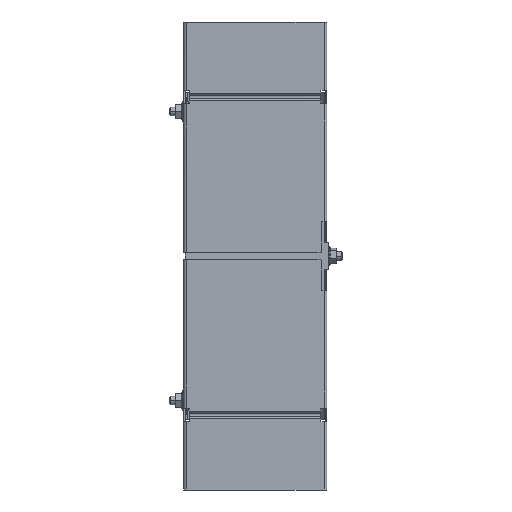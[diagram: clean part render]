
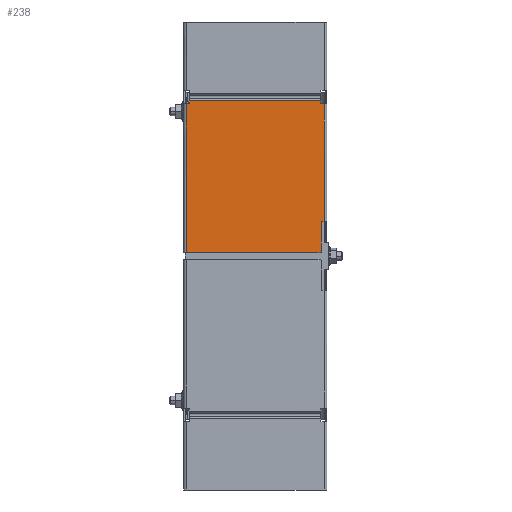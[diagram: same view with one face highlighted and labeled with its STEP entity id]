
A CAD part, front view. The second image highlights one B-rep face of the part: STEP entity #238.
In plain terms, the highlighted planar face has unit normal (0, -1, 0).
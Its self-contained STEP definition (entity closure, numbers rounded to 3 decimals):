
#238=ADVANCED_FACE('',(#823),#9038,.T.);
#823=FACE_OUTER_BOUND('',#1436,.T.);
#1436=EDGE_LOOP('',(#2757,#2758,#2759,#2760,#2761,#2762,#2763,#2764,#2765,
#2766,#2767));
#2757=ORIENTED_EDGE('',*,*,#5266,.F.);
#2758=ORIENTED_EDGE('',*,*,#5265,.F.);
#2759=ORIENTED_EDGE('',*,*,#5264,.F.);
#2760=ORIENTED_EDGE('',*,*,#5263,.F.);
#2761=ORIENTED_EDGE('',*,*,#5374,.F.);
#2762=ORIENTED_EDGE('',*,*,#5262,.F.);
#2763=ORIENTED_EDGE('',*,*,#5253,.T.);
#2764=ORIENTED_EDGE('',*,*,#5261,.F.);
#2765=ORIENTED_EDGE('',*,*,#5260,.F.);
#2766=ORIENTED_EDGE('',*,*,#5259,.F.);
#2767=ORIENTED_EDGE('',*,*,#5258,.F.);
#5253=EDGE_CURVE('',#8154,#8155,#7026,.T.);
#5258=EDGE_CURVE('',#8159,#8160,#7031,.T.);
#5259=EDGE_CURVE('',#8160,#8161,#7032,.T.);
#5260=EDGE_CURVE('',#8161,#8162,#7033,.T.);
#5261=EDGE_CURVE('',#8162,#8155,#7034,.T.);
#5262=EDGE_CURVE('',#8154,#8163,#7035,.T.);
#5263=EDGE_CURVE('',#8164,#8165,#7036,.T.);
#5264=EDGE_CURVE('',#8165,#8166,#7037,.T.);
#5265=EDGE_CURVE('',#8166,#8167,#7038,.T.);
#5266=EDGE_CURVE('',#8167,#8159,#7039,.T.);
#5374=EDGE_CURVE('',#8163,#8164,#6440,.T.);
#6440=(
BOUNDED_CURVE()
B_SPLINE_CURVE(2,(#16829,#16830,#16831),.UNSPECIFIED.,.F.,.F.)
B_SPLINE_CURVE_WITH_KNOTS((3,3),(-1.571,0.),.UNSPECIFIED.)
CURVE()
GEOMETRIC_REPRESENTATION_ITEM()
RATIONAL_B_SPLINE_CURVE((1.,0.707,1.))
REPRESENTATION_ITEM('')
);
#7026=B_SPLINE_CURVE_WITH_KNOTS('',1,(#16555,#16556),.UNSPECIFIED.,.F.,
 .F.,(2,2),(-2.,0.),.UNSPECIFIED.);
#7031=B_SPLINE_CURVE_WITH_KNOTS('',1,(#16565,#16566),.UNSPECIFIED.,.F.,
 .F.,(2,2),(0.,95.4),.UNSPECIFIED.);
#7032=B_SPLINE_CURVE_WITH_KNOTS('',1,(#16567,#16568),.UNSPECIFIED.,.F.,
 .F.,(2,2),(-2.172,0.),.UNSPECIFIED.);
#7033=B_SPLINE_CURVE_WITH_KNOTS('',1,(#16569,#16570),.UNSPECIFIED.,.F.,
 .F.,(2,2),(-2.3,0.),.UNSPECIFIED.);
#7034=B_SPLINE_CURVE_WITH_KNOTS('',1,(#16571,#16572),.UNSPECIFIED.,.F.,
 .F.,(2,2),(0.,85.5),.UNSPECIFIED.);
#7035=B_SPLINE_CURVE_WITH_KNOTS('',1,(#16573,#16574),.UNSPECIFIED.,.F.,
 .F.,(2,2),(-21.5,0.),.UNSPECIFIED.);
#7036=B_SPLINE_CURVE_WITH_KNOTS('',1,(#16575,#16576),.UNSPECIFIED.,.F.,
 .F.,(2,2),(-97.,0.),.UNSPECIFIED.);
#7037=B_SPLINE_CURVE_WITH_KNOTS('',1,(#16577,#16578),.UNSPECIFIED.,.F.,
 .F.,(2,2),(0.,108.),.UNSPECIFIED.);
#7038=B_SPLINE_CURVE_WITH_KNOTS('',1,(#16579,#16580),.UNSPECIFIED.,.F.,
 .F.,(2,2),(-2.3,0.),.UNSPECIFIED.);
#7039=B_SPLINE_CURVE_WITH_KNOTS('',1,(#16581,#16582),.UNSPECIFIED.,.F.,
 .F.,(2,2),(-2.172,0.),.UNSPECIFIED.);
#8154=VERTEX_POINT('',#16006);
#8155=VERTEX_POINT('',#16007);
#8159=VERTEX_POINT('',#16011);
#8160=VERTEX_POINT('',#16012);
#8161=VERTEX_POINT('',#16013);
#8162=VERTEX_POINT('',#16014);
#8163=VERTEX_POINT('',#16015);
#8164=VERTEX_POINT('',#16016);
#8165=VERTEX_POINT('',#16017);
#8166=VERTEX_POINT('',#16018);
#8167=VERTEX_POINT('',#16019);
#9038=PLANE('',#9389);
#9389=AXIS2_PLACEMENT_3D('',#13384,#9705,$);
#9705=DIRECTION('',(0.,-1.,0.));
#13384=CARTESIAN_POINT('',(-60.433,-1.,161.05));
#16006=CARTESIAN_POINT('',(48.,-1.,195.));
#16007=CARTESIAN_POINT('',(50.,-1.,195.));
#16011=CARTESIAN_POINT('',(-47.7,-1.,282.672));
#16012=CARTESIAN_POINT('',(47.7,-1.,282.672));
#16013=CARTESIAN_POINT('',(47.7,-1.,280.5));
#16014=CARTESIAN_POINT('',(50.,-1.,280.5));
#16015=CARTESIAN_POINT('',(48.,-1.,173.5));
#16016=CARTESIAN_POINT('',(47.,-1.,172.5));
#16017=CARTESIAN_POINT('',(-50.,-1.,172.5));
#16018=CARTESIAN_POINT('',(-50.,-1.,280.5));
#16019=CARTESIAN_POINT('',(-47.7,-1.,280.5));
#16555=CARTESIAN_POINT('',(48.,-1.,195.));
#16556=CARTESIAN_POINT('',(50.,-1.,195.));
#16565=CARTESIAN_POINT('',(-47.7,-1.,282.672));
#16566=CARTESIAN_POINT('',(47.7,-1.,282.672));
#16567=CARTESIAN_POINT('',(47.7,-1.,282.672));
#16568=CARTESIAN_POINT('',(47.7,-1.,280.5));
#16569=CARTESIAN_POINT('',(47.7,-1.,280.5));
#16570=CARTESIAN_POINT('',(50.,-1.,280.5));
#16571=CARTESIAN_POINT('',(50.,-1.,280.5));
#16572=CARTESIAN_POINT('',(50.,-1.,195.));
#16573=CARTESIAN_POINT('',(48.,-1.,195.));
#16574=CARTESIAN_POINT('',(48.,-1.,173.5));
#16575=CARTESIAN_POINT('',(47.,-1.,172.5));
#16576=CARTESIAN_POINT('',(-50.,-1.,172.5));
#16577=CARTESIAN_POINT('',(-50.,-1.,172.5));
#16578=CARTESIAN_POINT('',(-50.,-1.,280.5));
#16579=CARTESIAN_POINT('',(-50.,-1.,280.5));
#16580=CARTESIAN_POINT('',(-47.7,-1.,280.5));
#16581=CARTESIAN_POINT('',(-47.7,-1.,280.5));
#16582=CARTESIAN_POINT('',(-47.7,-1.,282.672));
#16829=CARTESIAN_POINT('',(48.,-1.,173.5));
#16830=CARTESIAN_POINT('',(48.,-1.,172.5));
#16831=CARTESIAN_POINT('',(47.,-1.,172.5));
